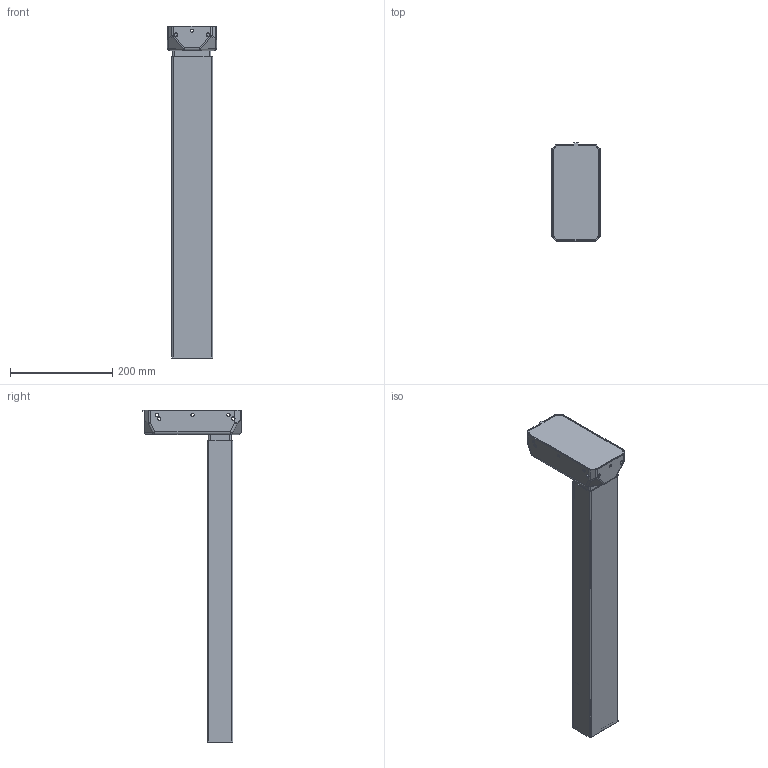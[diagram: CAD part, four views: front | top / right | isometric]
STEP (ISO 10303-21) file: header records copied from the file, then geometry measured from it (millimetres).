
FILE_DESCRIPTION((''),'2;1');
FILE_NAME('JS36DR1-2-S_ASM','2020-01-03T10:13:28',('Administrator'),('捷昌驱动'),'CREO PARAMETRIC BY PTC INC, 2018500','CREO PARAMETRIC BY PTC INC, 2018500','');
FILE_SCHEMA(('CONFIG_CONTROL_DESIGN'));
Length unit declared in the file: millimetre
Products named in the file (6): PRT004456293_1_1_1_1_1; PRT004557499_1_1_1_1_1; PRT004659595_1_1_1_1_1; PRT004346249_1_1_1_1_1; PRT004245519_1_1_1_1_1; JS36DR1-2-S_ASM
Assembly tree (5 placements, depth 2):
  JS36DR1-2-S_ASM
    PRT004456293_1_1_1_1_1
    PRT004557499_1_1_1_1_1
    PRT004659595_1_1_1_1_1
    PRT004346249_1_1_1_1_1
    PRT004245519_1_1_1_1_1
Bounding box: 96 x 192.5 x 650 mm (x, y, z)
Volume: 521340.6 mm3; surface area: 647879 mm2
Topology: 5 solids, 5 shells, 397 faces, 1152 edges, 731 vertices
Faces by surface type: cylinder 203, plane 108, bspline 36, sphere 32, torus 10, cone 8
Entity records: 18110 total; most frequent: CARTESIAN_POINT 7805, ORIENTED_EDGE 2240, DIRECTION 2020, EDGE_CURVE 1120, AXIS2_PLACEMENT_3D 759, VERTEX_POINT 731, VECTOR 502, LINE 502
